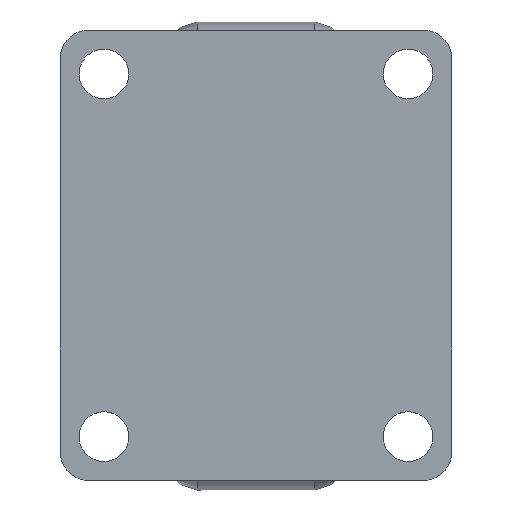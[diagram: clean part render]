
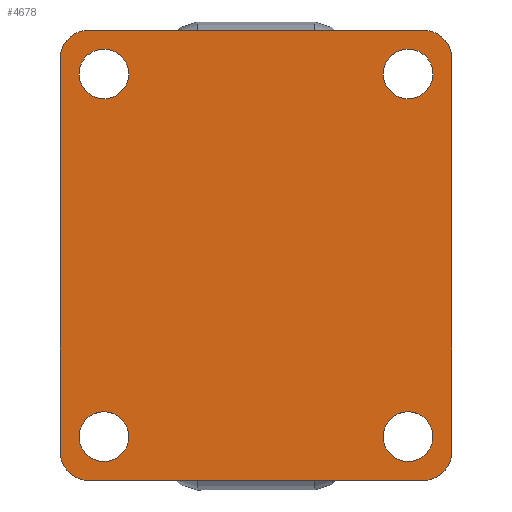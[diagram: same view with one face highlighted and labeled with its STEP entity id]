
A CAD part, top view. The second image highlights one B-rep face of the part: STEP entity #4678.
In plain terms, the highlighted planar face has unit normal (0, 0, 1).
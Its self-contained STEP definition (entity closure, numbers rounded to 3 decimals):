
#13 = EDGE_CURVE ( 'NONE', #6026, #6103, #6189, .T. ) ;
#75 = AXIS2_PLACEMENT_3D ( 'NONE', #1345, #6096, #5565 ) ;
#77 = ORIENTED_EDGE ( 'NONE', *, *, #3766, .T. ) ;
#171 = DIRECTION ( 'NONE',  ( 1., 0., 0. ) ) ;
#294 = VERTEX_POINT ( 'NONE', #4351 ) ;
#374 = CIRCLE ( 'NONE', #803, 5. ) ;
#395 = CIRCLE ( 'NONE', #2782, 4.25 ) ;
#417 = VECTOR ( 'NONE', #1587, 1000. ) ;
#432 = AXIS2_PLACEMENT_3D ( 'NONE', #4324, #1209, #171 ) ;
#467 = VERTEX_POINT ( 'NONE', #6396 ) ;
#493 = DIRECTION ( 'NONE',  ( 1., 0., 0. ) ) ;
#510 = CARTESIAN_POINT ( 'NONE',  ( 28.5, -33.5, 111. ) ) ;
#511 = VECTOR ( 'NONE', #6018, 1000. ) ;
#561 = CARTESIAN_POINT ( 'NONE',  ( -33.5, -14.25, 111. ) ) ;
#588 = EDGE_CURVE ( 'NONE', #1458, #5958, #6613, .T. ) ;
#644 = CARTESIAN_POINT ( 'NONE',  ( -28.5, -38.5, 111. ) ) ;
#695 = DIRECTION ( 'NONE',  ( 0., 0., 1. ) ) ;
#696 = ORIENTED_EDGE ( 'NONE', *, *, #4331, .T. ) ;
#725 = CARTESIAN_POINT ( 'NONE',  ( 26., -31., 111. ) ) ;
#731 = DIRECTION ( 'NONE',  ( 0., 0., -1. ) ) ;
#803 = AXIS2_PLACEMENT_3D ( 'NONE', #4424, #5374, #6551 ) ;
#843 = ORIENTED_EDGE ( 'NONE', *, *, #13, .T. ) ;
#959 = VERTEX_POINT ( 'NONE', #4797 ) ;
#977 = AXIS2_PLACEMENT_3D ( 'NONE', #4296, #1160, #1138 ) ;
#1010 = CIRCLE ( 'NONE', #75, 4.25 ) ;
#1054 = VERTEX_POINT ( 'NONE', #1199 ) ;
#1121 = ORIENTED_EDGE ( 'NONE', *, *, #2706, .T. ) ;
#1138 = DIRECTION ( 'NONE',  ( 1., 0., 0. ) ) ;
#1140 = EDGE_LOOP ( 'NONE', ( #6608, #77 ) ) ;
#1160 = DIRECTION ( 'NONE',  ( 0., 0., -1. ) ) ;
#1190 = EDGE_CURVE ( 'NONE', #1054, #2033, #4849, .T. ) ;
#1199 = CARTESIAN_POINT ( 'NONE',  ( 30.25, -31., 111. ) ) ;
#1209 = DIRECTION ( 'NONE',  ( 0., 0., -1. ) ) ;
#1345 = CARTESIAN_POINT ( 'NONE',  ( 26., 31., 111. ) ) ;
#1441 = ORIENTED_EDGE ( 'NONE', *, *, #5248, .T. ) ;
#1458 = VERTEX_POINT ( 'NONE', #4367 ) ;
#1472 = AXIS2_PLACEMENT_3D ( 'NONE', #725, #3396, #4984 ) ;
#1587 = DIRECTION ( 'NONE',  ( 0., -1., 0. ) ) ;
#1593 = EDGE_CURVE ( 'NONE', #6103, #6026, #1010, .T. ) ;
#1671 = DIRECTION ( 'NONE',  ( 1., 0., 0. ) ) ;
#1672 = CIRCLE ( 'NONE', #1472, 4.25 ) ;
#1690 = EDGE_LOOP ( 'NONE', ( #4627, #843 ) ) ;
#1758 = CARTESIAN_POINT ( 'NONE',  ( 33.5, -14.25, 111. ) ) ;
#1824 = EDGE_CURVE ( 'NONE', #467, #5612, #395, .T. ) ;
#1852 = DIRECTION ( 'NONE',  ( 1., 0., 0. ) ) ;
#1915 = DIRECTION ( 'NONE',  ( 1., 0., 0. ) ) ;
#2033 = VERTEX_POINT ( 'NONE', #5533 ) ;
#2055 = FACE_BOUND ( 'NONE', #3355, .T. ) ;
#2129 = EDGE_LOOP ( 'NONE', ( #5026, #4168 ) ) ;
#2140 = CARTESIAN_POINT ( 'NONE',  ( 28.5, -38.5, 111. ) ) ;
#2212 = CIRCLE ( 'NONE', #432, 4.25 ) ;
#2265 = VECTOR ( 'NONE', #493, 1000. ) ;
#2286 = EDGE_CURVE ( 'NONE', #959, #3466, #4540, .T. ) ;
#2365 = CARTESIAN_POINT ( 'NONE',  ( -26., 31., 111. ) ) ;
#2388 = AXIS2_PLACEMENT_3D ( 'NONE', #2365, #6011, #2887 ) ;
#2528 = CARTESIAN_POINT ( 'NONE',  ( -33.5, 33.5, 111. ) ) ;
#2594 = VECTOR ( 'NONE', #5246, 1000. ) ;
#2639 = CARTESIAN_POINT ( 'NONE',  ( 0., 38.5, 111. ) ) ;
#2644 = AXIS2_PLACEMENT_3D ( 'NONE', #2805, #6004, #6477 ) ;
#2706 = EDGE_CURVE ( 'NONE', #2948, #4574, #2899, .T. ) ;
#2732 = DIRECTION ( 'NONE',  ( 0., 0., -1. ) ) ;
#2782 = AXIS2_PLACEMENT_3D ( 'NONE', #5445, #731, #1671 ) ;
#2805 = CARTESIAN_POINT ( 'NONE',  ( 0., -14.25, 111. ) ) ;
#2887 = DIRECTION ( 'NONE',  ( 1., 0., 0. ) ) ;
#2899 = LINE ( 'NONE', #561, #417 ) ;
#2948 = VERTEX_POINT ( 'NONE', #2528 ) ;
#3030 = ORIENTED_EDGE ( 'NONE', *, *, #6383, .T. ) ;
#3152 = DIRECTION ( 'NONE',  ( 0., 0., 1. ) ) ;
#3211 = EDGE_CURVE ( 'NONE', #2033, #1054, #1672, .T. ) ;
#3239 = VERTEX_POINT ( 'NONE', #2140 ) ;
#3293 = PLANE ( 'NONE',  #2644 ) ;
#3332 = DIRECTION ( 'NONE',  ( 1., 0., 0. ) ) ;
#3355 = EDGE_LOOP ( 'NONE', ( #6443, #6586 ) ) ;
#3357 = AXIS2_PLACEMENT_3D ( 'NONE', #6464, #695, #3332 ) ;
#3396 = DIRECTION ( 'NONE',  ( 0., 0., -1. ) ) ;
#3466 = VERTEX_POINT ( 'NONE', #5037 ) ;
#3643 = ORIENTED_EDGE ( 'NONE', *, *, #6231, .T. ) ;
#3766 = EDGE_CURVE ( 'NONE', #5612, #467, #6360, .T. ) ;
#3782 = DIRECTION ( 'NONE',  ( 1., 0., 0. ) ) ;
#3858 = CARTESIAN_POINT ( 'NONE',  ( -30.25, -31., 111. ) ) ;
#3926 = AXIS2_PLACEMENT_3D ( 'NONE', #510, #3152, #6345 ) ;
#3971 = LINE ( 'NONE', #4666, #2265 ) ;
#4051 = EDGE_CURVE ( 'NONE', #294, #4782, #5031, .T. ) ;
#4077 = ORIENTED_EDGE ( 'NONE', *, *, #4051, .T. ) ;
#4168 = ORIENTED_EDGE ( 'NONE', *, *, #588, .T. ) ;
#4178 = FACE_OUTER_BOUND ( 'NONE', #5793, .T. ) ;
#4254 = EDGE_CURVE ( 'NONE', #4782, #2948, #374, .T. ) ;
#4296 = CARTESIAN_POINT ( 'NONE',  ( 26., 31., 111. ) ) ;
#4324 = CARTESIAN_POINT ( 'NONE',  ( -26., 31., 111. ) ) ;
#4331 = EDGE_CURVE ( 'NONE', #3466, #294, #5659, .T. ) ;
#4351 = CARTESIAN_POINT ( 'NONE',  ( 28.5, 38.5, 111. ) ) ;
#4367 = CARTESIAN_POINT ( 'NONE',  ( -30.25, 31., 111. ) ) ;
#4417 = CARTESIAN_POINT ( 'NONE',  ( -26., -31., 111. ) ) ;
#4424 = CARTESIAN_POINT ( 'NONE',  ( -28.5, 33.5, 111. ) ) ;
#4434 = CARTESIAN_POINT ( 'NONE',  ( -28.5, 38.5, 111. ) ) ;
#4484 = VERTEX_POINT ( 'NONE', #644 ) ;
#4540 = LINE ( 'NONE', #1758, #511 ) ;
#4574 = VERTEX_POINT ( 'NONE', #5846 ) ;
#4599 = EDGE_CURVE ( 'NONE', #5958, #1458, #2212, .T. ) ;
#4627 = ORIENTED_EDGE ( 'NONE', *, *, #1593, .T. ) ;
#4666 = CARTESIAN_POINT ( 'NONE',  ( 0., -38.5, 111. ) ) ;
#4678 = ADVANCED_FACE ( 'NONE', ( #2055, #6560, #4752, #6223, #4178 ), #3293, .T. ) ;
#4752 = FACE_BOUND ( 'NONE', #2129, .T. ) ;
#4782 = VERTEX_POINT ( 'NONE', #4434 ) ;
#4797 = CARTESIAN_POINT ( 'NONE',  ( 33.5, -33.5, 111. ) ) ;
#4849 = CIRCLE ( 'NONE', #6102, 4.25 ) ;
#4894 = CARTESIAN_POINT ( 'NONE',  ( 30.25, 31., 111. ) ) ;
#4976 = DIRECTION ( 'NONE',  ( 0., 0., 1. ) ) ;
#4984 = DIRECTION ( 'NONE',  ( 1., 0., 0. ) ) ;
#5026 = ORIENTED_EDGE ( 'NONE', *, *, #4599, .T. ) ;
#5031 = LINE ( 'NONE', #2639, #2594 ) ;
#5037 = CARTESIAN_POINT ( 'NONE',  ( 33.5, 33.5, 111. ) ) ;
#5044 = CARTESIAN_POINT ( 'NONE',  ( 26., -31., 111. ) ) ;
#5246 = DIRECTION ( 'NONE',  ( -1., 0., 0. ) ) ;
#5248 = EDGE_CURVE ( 'NONE', #3239, #959, #6332, .T. ) ;
#5271 = CARTESIAN_POINT ( 'NONE',  ( -21.75, 31., 111. ) ) ;
#5374 = DIRECTION ( 'NONE',  ( 0., 0., 1. ) ) ;
#5426 = CARTESIAN_POINT ( 'NONE',  ( 21.75, 31., 111. ) ) ;
#5445 = CARTESIAN_POINT ( 'NONE',  ( -26., -31., 111. ) ) ;
#5461 = CARTESIAN_POINT ( 'NONE',  ( 28.5, 33.5, 111. ) ) ;
#5533 = CARTESIAN_POINT ( 'NONE',  ( 21.75, -31., 111. ) ) ;
#5565 = DIRECTION ( 'NONE',  ( 1., 0., 0. ) ) ;
#5608 = ORIENTED_EDGE ( 'NONE', *, *, #4254, .T. ) ;
#5612 = VERTEX_POINT ( 'NONE', #3858 ) ;
#5659 = CIRCLE ( 'NONE', #6538, 5. ) ;
#5691 = CIRCLE ( 'NONE', #3357, 5. ) ;
#5793 = EDGE_LOOP ( 'NONE', ( #4077, #5608, #1121, #3030, #3643, #1441, #6079, #696 ) ) ;
#5846 = CARTESIAN_POINT ( 'NONE',  ( -33.5, -33.5, 111. ) ) ;
#5958 = VERTEX_POINT ( 'NONE', #5271 ) ;
#6004 = DIRECTION ( 'NONE',  ( 0., 0., 1. ) ) ;
#6011 = DIRECTION ( 'NONE',  ( 0., 0., -1. ) ) ;
#6018 = DIRECTION ( 'NONE',  ( 0., 1., 0. ) ) ;
#6026 = VERTEX_POINT ( 'NONE', #5426 ) ;
#6055 = AXIS2_PLACEMENT_3D ( 'NONE', #4417, #2732, #3782 ) ;
#6079 = ORIENTED_EDGE ( 'NONE', *, *, #2286, .T. ) ;
#6096 = DIRECTION ( 'NONE',  ( 0., 0., -1. ) ) ;
#6102 = AXIS2_PLACEMENT_3D ( 'NONE', #5044, #6579, #1915 ) ;
#6103 = VERTEX_POINT ( 'NONE', #4894 ) ;
#6189 = CIRCLE ( 'NONE', #977, 4.25 ) ;
#6223 = FACE_BOUND ( 'NONE', #1690, .T. ) ;
#6231 = EDGE_CURVE ( 'NONE', #4484, #3239, #3971, .T. ) ;
#6332 = CIRCLE ( 'NONE', #3926, 5. ) ;
#6345 = DIRECTION ( 'NONE',  ( 1., 0., 0. ) ) ;
#6360 = CIRCLE ( 'NONE', #6055, 4.25 ) ;
#6383 = EDGE_CURVE ( 'NONE', #4574, #4484, #5691, .T. ) ;
#6396 = CARTESIAN_POINT ( 'NONE',  ( -21.75, -31., 111. ) ) ;
#6443 = ORIENTED_EDGE ( 'NONE', *, *, #1190, .T. ) ;
#6464 = CARTESIAN_POINT ( 'NONE',  ( -28.5, -33.5, 111. ) ) ;
#6477 = DIRECTION ( 'NONE',  ( 0., -1., 0. ) ) ;
#6538 = AXIS2_PLACEMENT_3D ( 'NONE', #5461, #4976, #1852 ) ;
#6551 = DIRECTION ( 'NONE',  ( 1., 0., 0. ) ) ;
#6560 = FACE_BOUND ( 'NONE', #1140, .T. ) ;
#6579 = DIRECTION ( 'NONE',  ( 0., 0., -1. ) ) ;
#6586 = ORIENTED_EDGE ( 'NONE', *, *, #3211, .T. ) ;
#6608 = ORIENTED_EDGE ( 'NONE', *, *, #1824, .T. ) ;
#6613 = CIRCLE ( 'NONE', #2388, 4.25 ) ;
